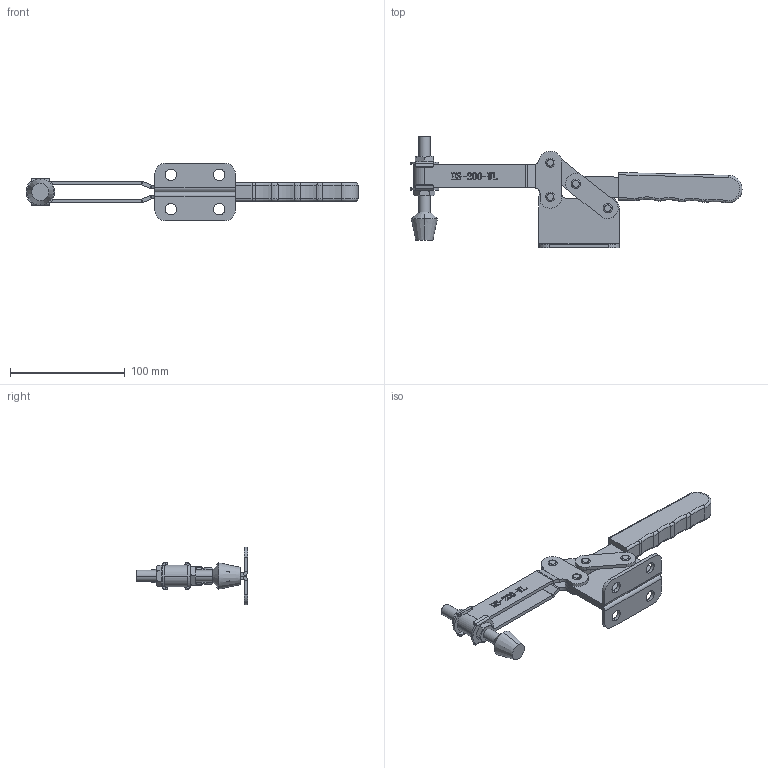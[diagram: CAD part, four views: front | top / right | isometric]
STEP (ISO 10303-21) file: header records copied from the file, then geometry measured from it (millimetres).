
FILE_DESCRIPTION (( 'STEP AP203' ), '1' );
FILE_NAME ('HS-200-WL .STEP', '2019-08-06T11:53:08', ( '微软用户' ), ( '微软中国' ), 'SwSTEP 2.0', 'SolidWorks 2012', '' );
FILE_SCHEMA (( 'CONFIG_CONTROL_DESIGN' ));
Length unit declared in the file: millimetre
Products named in the file (12): HS-200-WL ; FW-380; 忒梟; hexagon head bolts-full thread gb_GB_FASTENER_BOLT_STBAB A M10X80-N; hex thin nuts-grades ab-chamfered gb_GB_FASTENER_NUT_STNAB M10-N; 揤輸; 揤參; 种; 忒參; 蟀裝; 楊擘菁釱酘; 楊擘菁釱衵
Assembly tree (17 placements, depth 2):
  HS-200-WL 
    楊擘菁釱衵
    楊擘菁釱酘
    蟀裝  x2
    忒參
    种  x4
    揤參
    揤輸
    hex thin nuts-grades ab-chamfered gb_GB_FASTENER_NUT_STNAB M10-N  x2
    hexagon head bolts-full thread gb_GB_FASTENER_BOLT_STBAB A M10X80-N
    忒梟
    FW-380  x2
Bounding box: 289.09 x 97.19 x 50 mm (x, y, z)
Volume: 114787.2 mm3; surface area: 69238.7 mm2
Topology: 17 solids, 17 shells, 717 faces, 1842 edges, 1194 vertices
Faces by surface type: plane 382, cylinder 137, bspline 136, torus 34, cone 28
Entity records: 27714 total; most frequent: CARTESIAN_POINT 11373, ORIENTED_EDGE 3316, DIRECTION 2668, EDGE_CURVE 1658, VERTEX_POINT 1074, VECTOR 1054, LINE 1054, AXIS2_PLACEMENT_3D 807
